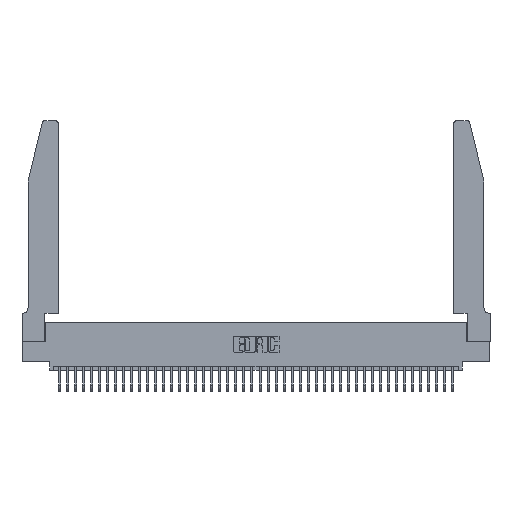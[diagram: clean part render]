
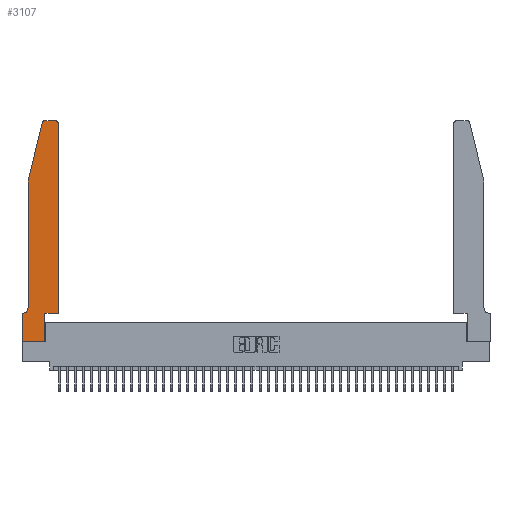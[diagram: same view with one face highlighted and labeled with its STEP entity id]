
A CAD part, top view. The second image highlights one B-rep face of the part: STEP entity #3107.
In plain terms, the highlighted planar face has unit normal (0, 0, 1).
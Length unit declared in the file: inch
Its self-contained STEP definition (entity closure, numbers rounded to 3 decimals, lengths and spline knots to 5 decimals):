
#401 = VECTOR ( 'NONE', #1411, 39.37008 ) ;
#551 = EDGE_CURVE ( 'NONE', #23209, #11916, #38130, .T. ) ;
#853 = ORIENTED_EDGE ( 'NONE', *, *, #16660, .T. ) ;
#858 = CARTESIAN_POINT ( 'NONE',  ( 0., 0.35, 0.37 ) ) ;
#1068 = VECTOR ( 'NONE', #37517, 39.37008 ) ;
#1095 = CARTESIAN_POINT ( 'NONE',  ( 0.2865, 0.35, 0.37 ) ) ;
#1411 = DIRECTION ( 'NONE',  ( 0., 1., 0. ) ) ;
#1769 = VERTEX_POINT ( 'NONE', #22777 ) ;
#1810 = VERTEX_POINT ( 'NONE', #15697 ) ;
#2150 = EDGE_CURVE ( 'NONE', #35961, #1769, #10911, .T. ) ;
#2190 = VECTOR ( 'NONE', #8501, 39.37008 ) ;
#2294 = EDGE_LOOP ( 'NONE', ( #10383, #17120, #7181, #25242, #34567, #20267, #25957, #40471, #34516, #7608, #33450, #853 ) ) ;
#3107 = ADVANCED_FACE ( 'NONE', ( #4922 ), #7657, .T. ) ;
#3923 = LINE ( 'NONE', #13988, #22297 ) ;
#4850 = CARTESIAN_POINT ( 'NONE',  ( 0.2865, 0., 0.37 ) ) ;
#4922 = FACE_OUTER_BOUND ( 'NONE', #2294, .T. ) ;
#5438 = VECTOR ( 'NONE', #43682, 39.37008 ) ;
#7013 = CARTESIAN_POINT ( 'NONE',  ( 0.4205, 2.72, 0.37 ) ) ;
#7181 = ORIENTED_EDGE ( 'NONE', *, *, #20764, .T. ) ;
#7608 = ORIENTED_EDGE ( 'NONE', *, *, #2150, .T. ) ;
#7652 = EDGE_CURVE ( 'NONE', #13369, #15586, #24057, .T. ) ;
#7657 = PLANE ( 'NONE',  #30668 ) ;
#8501 = DIRECTION ( 'NONE',  ( -0.239, -0.971, 0. ) ) ;
#8913 = VECTOR ( 'NONE', #13145, 39.37008 ) ;
#9330 = CARTESIAN_POINT ( 'NONE',  ( 0.284, 2.75, 0.37 ) ) ;
#9644 = LINE ( 'NONE', #1095, #401 ) ;
#9809 = CIRCLE ( 'NONE', #39787, 0.03 ) ;
#9920 = AXIS2_PLACEMENT_3D ( 'NONE', #7013, #30887, #44515 ) ;
#10041 = VERTEX_POINT ( 'NONE', #16077 ) ;
#10383 = ORIENTED_EDGE ( 'NONE', *, *, #551, .T. ) ;
#10513 = DIRECTION ( 'NONE',  ( -1., 0., 0. ) ) ;
#10911 = LINE ( 'NONE', #24070, #31473 ) ;
#10938 = CARTESIAN_POINT ( 'NONE',  ( 0.0055, 0.42, 0.37 ) ) ;
#11916 = VERTEX_POINT ( 'NONE', #9330 ) ;
#12830 = CARTESIAN_POINT ( 'NONE',  ( 0.2605, 2.75, 0.37 ) ) ;
#12872 = CARTESIAN_POINT ( 'NONE',  ( 0.0755, 2., 0.37 ) ) ;
#13145 = DIRECTION ( 'NONE',  ( -1., 0., 0. ) ) ;
#13207 = VECTOR ( 'NONE', #19559, 39.37008 ) ;
#13369 = VERTEX_POINT ( 'NONE', #12872 ) ;
#13988 = CARTESIAN_POINT ( 'NONE',  ( 0., 0., 0.37 ) ) ;
#15586 = VERTEX_POINT ( 'NONE', #24089 ) ;
#15697 = CARTESIAN_POINT ( 'NONE',  ( 0.0055, 0.35, 0.37 ) ) ;
#16048 = EDGE_CURVE ( 'NONE', #39127, #21722, #27785, .T. ) ;
#16077 = CARTESIAN_POINT ( 'NONE',  ( 0.25487, 2.72718, 0.37 ) ) ;
#16660 = EDGE_CURVE ( 'NONE', #19213, #23209, #20156, .T. ) ;
#16897 = CARTESIAN_POINT ( 'NONE',  ( 0.0755, 2., 0.37 ) ) ;
#17120 = ORIENTED_EDGE ( 'NONE', *, *, #19926, .T. ) ;
#17286 = LINE ( 'NONE', #16897, #2190 ) ;
#18286 = DIRECTION ( 'NONE',  ( 1., 0., 0. ) ) ;
#19086 = EDGE_CURVE ( 'NONE', #21722, #23708, #3923, .T. ) ;
#19213 = VERTEX_POINT ( 'NONE', #29915 ) ;
#19459 = CIRCLE ( 'NONE', #20991, 0.07 ) ;
#19559 = DIRECTION ( 'NONE',  ( 0., -1., 0. ) ) ;
#19926 = EDGE_CURVE ( 'NONE', #11916, #10041, #9809, .T. ) ;
#20156 = CIRCLE ( 'NONE', #9920, 0.03 ) ;
#20267 = ORIENTED_EDGE ( 'NONE', *, *, #27654, .T. ) ;
#20764 = EDGE_CURVE ( 'NONE', #10041, #13369, #17286, .T. ) ;
#20991 = AXIS2_PLACEMENT_3D ( 'NONE', #10938, #24394, #10513 ) ;
#21329 = VECTOR ( 'NONE', #35207, 39.37008 ) ;
#21722 = VERTEX_POINT ( 'NONE', #32986 ) ;
#22297 = VECTOR ( 'NONE', #31477, 39.37008 ) ;
#22777 = CARTESIAN_POINT ( 'NONE',  ( 0.4505, 0.35, 0.37 ) ) ;
#23071 = CARTESIAN_POINT ( 'NONE',  ( 0.0755, 0.35, 0.37 ) ) ;
#23209 = VERTEX_POINT ( 'NONE', #39625 ) ;
#23708 = VERTEX_POINT ( 'NONE', #4850 ) ;
#24057 = LINE ( 'NONE', #28238, #21329 ) ;
#24070 = CARTESIAN_POINT ( 'NONE',  ( 0.4505, 0.35, 0.37 ) ) ;
#24089 = CARTESIAN_POINT ( 'NONE',  ( 0.0755, 0.42, 0.37 ) ) ;
#24394 = DIRECTION ( 'NONE',  ( 0., 0., -1. ) ) ;
#25242 = ORIENTED_EDGE ( 'NONE', *, *, #7652, .T. ) ;
#25389 = CARTESIAN_POINT ( 'NONE',  ( 0.284, 2.72, 0.37 ) ) ;
#25929 = DIRECTION ( 'NONE',  ( 0., 0., 1. ) ) ;
#25957 = ORIENTED_EDGE ( 'NONE', *, *, #16048, .T. ) ;
#26289 = CARTESIAN_POINT ( 'NONE',  ( 0.2865, 0.35, 0.37 ) ) ;
#26678 = CARTESIAN_POINT ( 'NONE',  ( 0., 0., 0.37 ) ) ;
#27654 = EDGE_CURVE ( 'NONE', #1810, #39127, #38891, .T. ) ;
#27785 = LINE ( 'NONE', #26678, #13207 ) ;
#28140 = EDGE_CURVE ( 'NONE', #1769, #19213, #42135, .T. ) ;
#28238 = CARTESIAN_POINT ( 'NONE',  ( 0.0755, 2., 0.37 ) ) ;
#29915 = CARTESIAN_POINT ( 'NONE',  ( 0.4505, 2.72, 0.37 ) ) ;
#30582 = DIRECTION ( 'NONE',  ( 1., 0., 0. ) ) ;
#30668 = AXIS2_PLACEMENT_3D ( 'NONE', #858, #25929, #36250 ) ;
#30887 = DIRECTION ( 'NONE',  ( 0., 0., 1. ) ) ;
#31473 = VECTOR ( 'NONE', #30582, 39.37008 ) ;
#31477 = DIRECTION ( 'NONE',  ( 1., 0., 0. ) ) ;
#32986 = CARTESIAN_POINT ( 'NONE',  ( 0., 0., 0.37 ) ) ;
#33450 = ORIENTED_EDGE ( 'NONE', *, *, #28140, .T. ) ;
#34516 = ORIENTED_EDGE ( 'NONE', *, *, #40795, .T. ) ;
#34567 = ORIENTED_EDGE ( 'NONE', *, *, #39994, .T. ) ;
#35207 = DIRECTION ( 'NONE',  ( 0., -1., 0. ) ) ;
#35961 = VERTEX_POINT ( 'NONE', #26289 ) ;
#36250 = DIRECTION ( 'NONE',  ( 1., 0., 0. ) ) ;
#37517 = DIRECTION ( 'NONE',  ( 0., 1., 0. ) ) ;
#38130 = LINE ( 'NONE', #12830, #8913 ) ;
#38891 = LINE ( 'NONE', #23071, #5438 ) ;
#38986 = DIRECTION ( 'NONE',  ( 0., 0., 1. ) ) ;
#39127 = VERTEX_POINT ( 'NONE', #44624 ) ;
#39625 = CARTESIAN_POINT ( 'NONE',  ( 0.4205, 2.75, 0.37 ) ) ;
#39787 = AXIS2_PLACEMENT_3D ( 'NONE', #25389, #38986, #18286 ) ;
#39994 = EDGE_CURVE ( 'NONE', #15586, #1810, #19459, .T. ) ;
#40471 = ORIENTED_EDGE ( 'NONE', *, *, #19086, .T. ) ;
#40785 = CARTESIAN_POINT ( 'NONE',  ( 0.4505, 0.35, 0.37 ) ) ;
#40795 = EDGE_CURVE ( 'NONE', #23708, #35961, #9644, .T. ) ;
#42135 = LINE ( 'NONE', #40785, #1068 ) ;
#43682 = DIRECTION ( 'NONE',  ( -1., 0., 0. ) ) ;
#44515 = DIRECTION ( 'NONE',  ( 1., 0., 0. ) ) ;
#44624 = CARTESIAN_POINT ( 'NONE',  ( 0., 0.35, 0.37 ) ) ;
